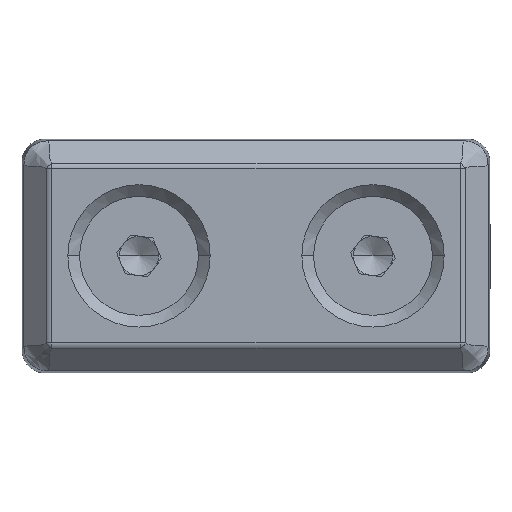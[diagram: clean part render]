
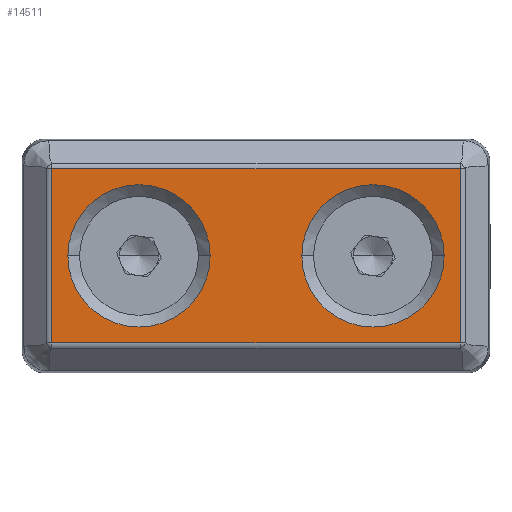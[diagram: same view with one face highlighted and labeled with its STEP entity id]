
A CAD part, top view. The second image highlights one B-rep face of the part: STEP entity #14511.
In plain terms, the highlighted planar face has unit normal (0, 0, 1).
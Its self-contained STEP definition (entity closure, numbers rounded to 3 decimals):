
#124 = CARTESIAN_POINT ( 'NONE',  ( -142.5, 0., 8. ) ) ;
#833 = CARTESIAN_POINT ( 'NONE',  ( -166.625, 0., 8. ) ) ;
#937 = VERTEX_POINT ( 'NONE', #7799 ) ;
#943 = CIRCLE ( 'NONE', #1068, 9.125 ) ;
#1068 = AXIS2_PLACEMENT_3D ( 'NONE', #2076, #6904, #12837 ) ;
#1523 = DIRECTION ( 'NONE',  ( 0., 0., -1. ) ) ;
#1540 = DIRECTION ( 'NONE',  ( 0., -1., 0. ) ) ;
#1819 = AXIS2_PLACEMENT_3D ( 'NONE', #124, #13919, #1540 ) ;
#2076 = CARTESIAN_POINT ( 'NONE',  ( -157.5, 0., 8. ) ) ;
#2090 = EDGE_CURVE ( 'NONE', #8516, #16582, #15419, .T. ) ;
#2263 = EDGE_CURVE ( 'NONE', #17609, #11623, #943, .T. ) ;
#2293 = LINE ( 'NONE', #5273, #13605 ) ;
#2541 = VECTOR ( 'NONE', #8832, 1000. ) ;
#2955 = DIRECTION ( 'NONE',  ( -1., 0., 0. ) ) ;
#3047 = LINE ( 'NONE', #10840, #8090 ) ;
#3109 = VECTOR ( 'NONE', #2955, 1000. ) ;
#3363 = EDGE_CURVE ( 'NONE', #6759, #6241, #16092, .T. ) ;
#3409 = FACE_OUTER_BOUND ( 'NONE', #9939, .T. ) ;
#3953 = CARTESIAN_POINT ( 'NONE',  ( -136.625, 0., 8. ) ) ;
#4205 = CARTESIAN_POINT ( 'NONE',  ( -142.5, -11.167, 8. ) ) ;
#4638 = DIRECTION ( 'NONE',  ( 0., 0., -1. ) ) ;
#4739 = PLANE ( 'NONE',  #1819 ) ;
#5011 = DIRECTION ( 'NONE',  ( 1., 0., 0. ) ) ;
#5142 = EDGE_CURVE ( 'NONE', #937, #14385, #16277, .T. ) ;
#5200 = DIRECTION ( 'NONE',  ( 0., 1., 0. ) ) ;
#5254 = CARTESIAN_POINT ( 'NONE',  ( -148.375, 0., 8. ) ) ;
#5273 = CARTESIAN_POINT ( 'NONE',  ( -116.333, 0., 8. ) ) ;
#5544 = EDGE_CURVE ( 'NONE', #14385, #8516, #2293, .T. ) ;
#6241 = VERTEX_POINT ( 'NONE', #3953 ) ;
#6256 = DIRECTION ( 'NONE',  ( 0., -1., 0. ) ) ;
#6699 = CIRCLE ( 'NONE', #18258, 9.125 ) ;
#6759 = VERTEX_POINT ( 'NONE', #19655 ) ;
#6904 = DIRECTION ( 'NONE',  ( 0., 0., -1. ) ) ;
#7147 = ORIENTED_EDGE ( 'NONE', *, *, #5142, .T. ) ;
#7663 = DIRECTION ( 'NONE',  ( 1., 0., 0. ) ) ;
#7799 = CARTESIAN_POINT ( 'NONE',  ( -168.667, -11.167, 8. ) ) ;
#8090 = VECTOR ( 'NONE', #6256, 1000. ) ;
#8465 = EDGE_LOOP ( 'NONE', ( #19393, #10768 ) ) ;
#8481 = FACE_BOUND ( 'NONE', #17800, .T. ) ;
#8516 = VERTEX_POINT ( 'NONE', #16784 ) ;
#8832 = DIRECTION ( 'NONE',  ( 1., 0., 0. ) ) ;
#9416 = AXIS2_PLACEMENT_3D ( 'NONE', #14341, #17510, #5011 ) ;
#9461 = EDGE_CURVE ( 'NONE', #6241, #6759, #6699, .T. ) ;
#9939 = EDGE_LOOP ( 'NONE', ( #13911, #14644, #17436, #7147 ) ) ;
#10317 = EDGE_CURVE ( 'NONE', #16582, #937, #3047, .T. ) ;
#10397 = CARTESIAN_POINT ( 'NONE',  ( -116.333, -11.167, 8. ) ) ;
#10768 = ORIENTED_EDGE ( 'NONE', *, *, #9461, .T. ) ;
#10791 = DIRECTION ( 'NONE',  ( 1., 0., 0. ) ) ;
#10840 = CARTESIAN_POINT ( 'NONE',  ( -168.667, 0., 8. ) ) ;
#10987 = CARTESIAN_POINT ( 'NONE',  ( -157.5, 0., 8. ) ) ;
#11291 = AXIS2_PLACEMENT_3D ( 'NONE', #10987, #1523, #10791 ) ;
#11623 = VERTEX_POINT ( 'NONE', #833 ) ;
#12697 = CARTESIAN_POINT ( 'NONE',  ( -168.667, 11.167, 8. ) ) ;
#12837 = DIRECTION ( 'NONE',  ( 1., 0., 0. ) ) ;
#13304 = FACE_BOUND ( 'NONE', #8465, .T. ) ;
#13605 = VECTOR ( 'NONE', #5200, 1000. ) ;
#13878 = CARTESIAN_POINT ( 'NONE',  ( -127.5, 0., 8. ) ) ;
#13911 = ORIENTED_EDGE ( 'NONE', *, *, #5544, .T. ) ;
#13919 = DIRECTION ( 'NONE',  ( 0., 0., 1. ) ) ;
#14341 = CARTESIAN_POINT ( 'NONE',  ( -127.5, 0., 8. ) ) ;
#14385 = VERTEX_POINT ( 'NONE', #10397 ) ;
#14511 = ADVANCED_FACE ( 'NONE', ( #8481, #13304, #3409 ), #4739, .T. ) ;
#14644 = ORIENTED_EDGE ( 'NONE', *, *, #2090, .T. ) ;
#15419 = LINE ( 'NONE', #19934, #3109 ) ;
#15838 = CIRCLE ( 'NONE', #11291, 9.125 ) ;
#16092 = CIRCLE ( 'NONE', #9416, 9.125 ) ;
#16277 = LINE ( 'NONE', #4205, #2541 ) ;
#16582 = VERTEX_POINT ( 'NONE', #12697 ) ;
#16723 = ORIENTED_EDGE ( 'NONE', *, *, #2263, .T. ) ;
#16784 = CARTESIAN_POINT ( 'NONE',  ( -116.333, 11.167, 8. ) ) ;
#17436 = ORIENTED_EDGE ( 'NONE', *, *, #10317, .T. ) ;
#17510 = DIRECTION ( 'NONE',  ( 0., 0., -1. ) ) ;
#17609 = VERTEX_POINT ( 'NONE', #5254 ) ;
#17800 = EDGE_LOOP ( 'NONE', ( #16723, #18202 ) ) ;
#18202 = ORIENTED_EDGE ( 'NONE', *, *, #19018, .T. ) ;
#18258 = AXIS2_PLACEMENT_3D ( 'NONE', #13878, #4638, #7663 ) ;
#19018 = EDGE_CURVE ( 'NONE', #11623, #17609, #15838, .T. ) ;
#19393 = ORIENTED_EDGE ( 'NONE', *, *, #3363, .T. ) ;
#19655 = CARTESIAN_POINT ( 'NONE',  ( -118.375, 0., 8. ) ) ;
#19934 = CARTESIAN_POINT ( 'NONE',  ( -142.5, 11.167, 8. ) ) ;
